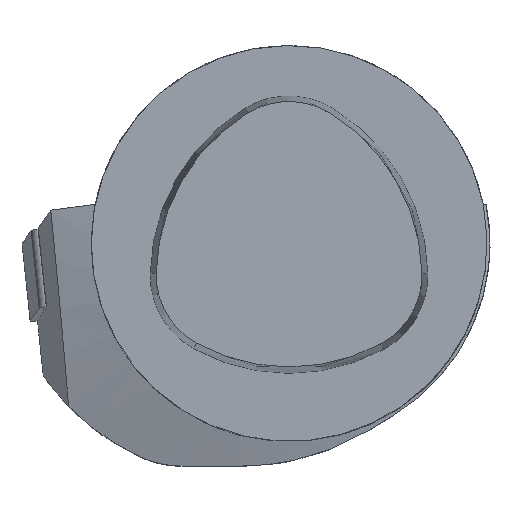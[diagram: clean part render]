
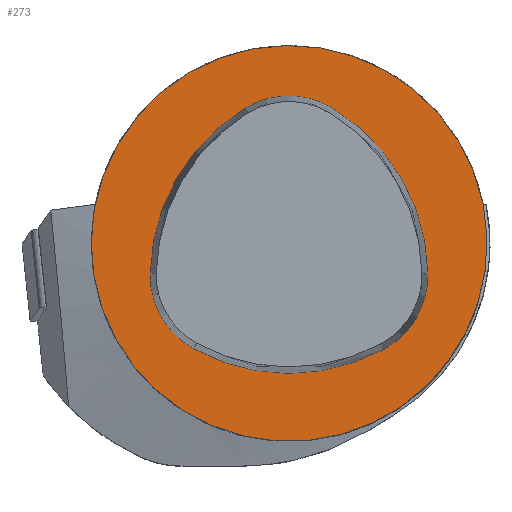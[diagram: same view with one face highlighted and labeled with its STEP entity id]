
A CAD part, top view. The second image highlights one B-rep face of the part: STEP entity #273.
In plain terms, the highlighted planar face has unit normal (0, 0, 1).
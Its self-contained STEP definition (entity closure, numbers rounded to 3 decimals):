
#273=ADVANCED_FACE('',(#358),#311,.T.);
#311=PLANE('',#1008);
#358=FACE_OUTER_BOUND('',#415,.T.);
#415=EDGE_LOOP('',(#602));
#602=ORIENTED_EDGE('',*,*,#846,.F.);
#738=VERTEX_POINT('',#1518);
#846=EDGE_CURVE('',#738,#738,#909,.T.);
#909=CIRCLE('',#998,20.);
#998=AXIS2_PLACEMENT_3D('',#1517,#1188,#1189);
#1008=AXIS2_PLACEMENT_3D('',#1552,#1216,#1217);
#1188=DIRECTION('',(0.,0.,-1.));
#1189=DIRECTION('',(-1.,0.,0.));
#1216=DIRECTION('',(0.,0.,1.));
#1217=DIRECTION('',(1.,0.,0.));
#1517=CARTESIAN_POINT('',(0.,0.,0.));
#1518=CARTESIAN_POINT('',(-20.,0.,0.));
#1552=CARTESIAN_POINT('',(0.,0.,0.));
